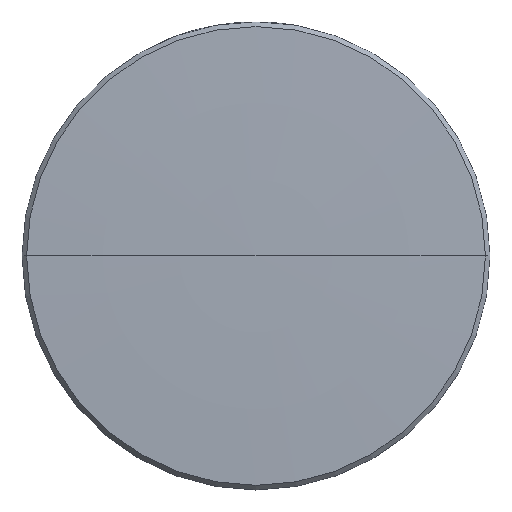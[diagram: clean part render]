
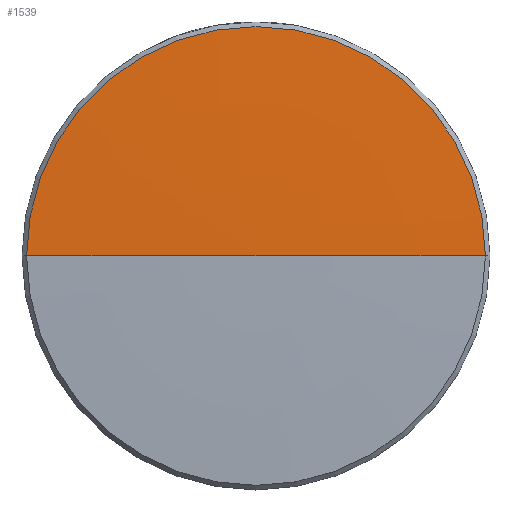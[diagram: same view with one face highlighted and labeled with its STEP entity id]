
A CAD part, top view. The second image highlights one B-rep face of the part: STEP entity #1539.
In plain terms, the highlighted toroidal (fillet/blend) face has major radius 0.103 mm and minor radius 345.06 mm.
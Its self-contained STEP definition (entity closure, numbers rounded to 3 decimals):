
#61 = EDGE_LOOP ( 'NONE', ( #2164, #1408, #531 ) ) ;
#176 = DIRECTION ( 'NONE',  ( 0., -1., 0. ) ) ;
#199 = CARTESIAN_POINT ( 'NONE',  ( -0.103, 0., -343.945 ) ) ;
#288 = AXIS2_PLACEMENT_3D ( 'NONE', #940, #623, #1644 ) ;
#347 = VERTEX_POINT ( 'NONE', #879 ) ;
#521 = DIRECTION ( 'NONE',  ( -1., 0., 0. ) ) ;
#531 = ORIENTED_EDGE ( 'NONE', *, *, #2178, .F. ) ;
#623 = DIRECTION ( 'NONE',  ( 0., 0., 1. ) ) ;
#739 = FACE_OUTER_BOUND ( 'NONE', #61, .T. ) ;
#740 = AXIS2_PLACEMENT_3D ( 'NONE', #199, #1909, #521 ) ;
#876 = DIRECTION ( 'NONE',  ( 0., 0., 1. ) ) ;
#878 = VERTEX_POINT ( 'NONE', #1990 ) ;
#879 = CARTESIAN_POINT ( 'NONE',  ( 12.45, 0., 0.894 ) ) ;
#897 = EDGE_CURVE ( 'NONE', #347, #2125, #1244, .T. ) ;
#940 = CARTESIAN_POINT ( 'NONE',  ( 0., 0., 0.894 ) ) ;
#963 = AXIS2_PLACEMENT_3D ( 'NONE', #1555, #176, #1549 ) ;
#1244 = CIRCLE ( 'NONE', #288, 12.45 ) ;
#1382 = DIRECTION ( 'NONE',  ( 1., 0., 0. ) ) ;
#1408 = ORIENTED_EDGE ( 'NONE', *, *, #1532, .T. ) ;
#1532 = EDGE_CURVE ( 'NONE', #2125, #878, #2002, .T. ) ;
#1539 = ADVANCED_FACE ( 'NONE', ( #739 ), #1552, .T. ) ;
#1549 = DIRECTION ( 'NONE',  ( 0., 0., -1. ) ) ;
#1552 = TOROIDAL_SURFACE ( 'NONE', #1659, 0.103, 345.06 ) ;
#1555 = CARTESIAN_POINT ( 'NONE',  ( 0.103, 0., -343.945 ) ) ;
#1644 = DIRECTION ( 'NONE',  ( -1., 0., 0. ) ) ;
#1659 = AXIS2_PLACEMENT_3D ( 'NONE', #1882, #876, #1382 ) ;
#1882 = CARTESIAN_POINT ( 'NONE',  ( 0., 0., -343.945 ) ) ;
#1909 = DIRECTION ( 'NONE',  ( 0., 1., 0. ) ) ;
#1990 = CARTESIAN_POINT ( 'NONE',  ( 0., 0., 1.115 ) ) ;
#2002 = CIRCLE ( 'NONE', #740, 345.06 ) ;
#2018 = CARTESIAN_POINT ( 'NONE',  ( -12.45, 0., 0.894 ) ) ;
#2125 = VERTEX_POINT ( 'NONE', #2018 ) ;
#2164 = ORIENTED_EDGE ( 'NONE', *, *, #897, .T. ) ;
#2178 = EDGE_CURVE ( 'NONE', #347, #878, #2199, .T. ) ;
#2199 = CIRCLE ( 'NONE', #963, 345.06 ) ;
